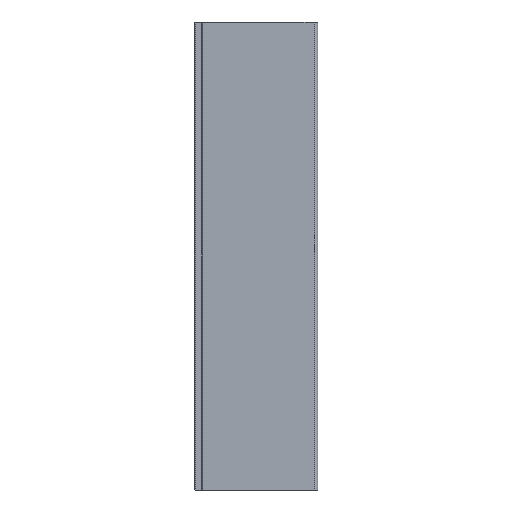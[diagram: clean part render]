
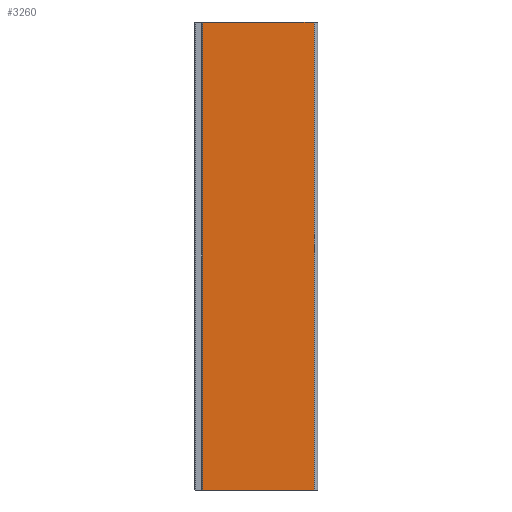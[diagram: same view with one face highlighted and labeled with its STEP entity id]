
A CAD part, left-side view. The second image highlights one B-rep face of the part: STEP entity #3260.
In plain terms, the highlighted planar face has unit normal (-1, 0, 0).
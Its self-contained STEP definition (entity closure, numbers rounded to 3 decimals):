
#47 = PLANE ( 'NONE',  #2476 ) ;
#148 = EDGE_CURVE ( 'NONE', #3517, #1817, #3323, .T. ) ;
#154 = VECTOR ( 'NONE', #2419, 1000. ) ;
#206 = VERTEX_POINT ( 'NONE', #2976 ) ;
#276 = LINE ( 'NONE', #2079, #975 ) ;
#305 = CARTESIAN_POINT ( 'NONE',  ( -31.4, -2.25, -62.5 ) ) ;
#320 = VERTEX_POINT ( 'NONE', #2103 ) ;
#659 = ORIENTED_EDGE ( 'NONE', *, *, #3562, .T. ) ;
#804 = VECTOR ( 'NONE', #914, 1000. ) ;
#914 = DIRECTION ( 'NONE',  ( 0., 0., -1. ) ) ;
#975 = VECTOR ( 'NONE', #2122, 1000. ) ;
#1202 = DIRECTION ( 'NONE',  ( 0., 0., 1. ) ) ;
#1221 = LINE ( 'NONE', #3953, #1976 ) ;
#1726 = EDGE_LOOP ( 'NONE', ( #3509, #659, #3040, #3302 ) ) ;
#1817 = VERTEX_POINT ( 'NONE', #2689 ) ;
#1976 = VECTOR ( 'NONE', #1202, 1000. ) ;
#2042 = CARTESIAN_POINT ( 'NONE',  ( -31.4, -2.25, -62.5 ) ) ;
#2079 = CARTESIAN_POINT ( 'NONE',  ( -31.4, -6.001, 62.5 ) ) ;
#2103 = CARTESIAN_POINT ( 'NONE',  ( -31.4, -2.25, 62.5 ) ) ;
#2122 = DIRECTION ( 'NONE',  ( 0., -1., 0. ) ) ;
#2243 = EDGE_CURVE ( 'NONE', #1817, #206, #1221, .T. ) ;
#2285 = CARTESIAN_POINT ( 'NONE',  ( -31.4, -6.001, -62.5 ) ) ;
#2419 = DIRECTION ( 'NONE',  ( 0., -1., 0. ) ) ;
#2476 = AXIS2_PLACEMENT_3D ( 'NONE', #2285, #3514, #3551 ) ;
#2656 = EDGE_CURVE ( 'NONE', #320, #206, #276, .T. ) ;
#2689 = CARTESIAN_POINT ( 'NONE',  ( -31.4, -32., -62.5 ) ) ;
#2797 = FACE_OUTER_BOUND ( 'NONE', #1726, .T. ) ;
#2976 = CARTESIAN_POINT ( 'NONE',  ( -31.4, -32., 62.5 ) ) ;
#2995 = CARTESIAN_POINT ( 'NONE',  ( -31.4, -2., -62.5 ) ) ;
#3040 = ORIENTED_EDGE ( 'NONE', *, *, #148, .T. ) ;
#3260 = ADVANCED_FACE ( 'NONE', ( #2797 ), #47, .T. ) ;
#3302 = ORIENTED_EDGE ( 'NONE', *, *, #2243, .T. ) ;
#3323 = LINE ( 'NONE', #2995, #154 ) ;
#3324 = LINE ( 'NONE', #2042, #804 ) ;
#3509 = ORIENTED_EDGE ( 'NONE', *, *, #2656, .F. ) ;
#3514 = DIRECTION ( 'NONE',  ( -1., 0., 0. ) ) ;
#3517 = VERTEX_POINT ( 'NONE', #305 ) ;
#3551 = DIRECTION ( 'NONE',  ( 0., -1., 0. ) ) ;
#3562 = EDGE_CURVE ( 'NONE', #320, #3517, #3324, .T. ) ;
#3953 = CARTESIAN_POINT ( 'NONE',  ( -31.4, -32., -62.5 ) ) ;
